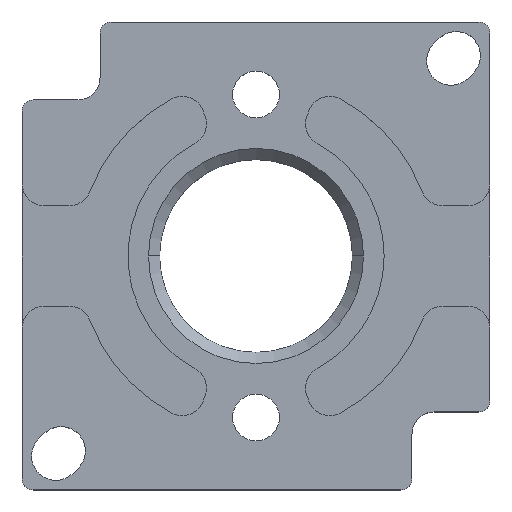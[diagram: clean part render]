
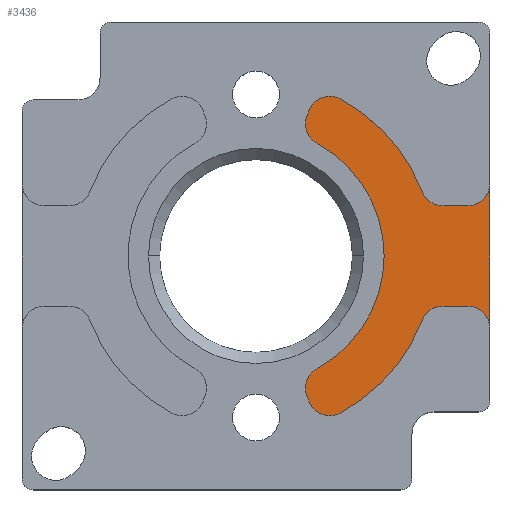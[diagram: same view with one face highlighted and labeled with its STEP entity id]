
A CAD part, top view. The second image highlights one B-rep face of the part: STEP entity #3436.
In plain terms, the highlighted planar face has unit normal (0, 0, 1).
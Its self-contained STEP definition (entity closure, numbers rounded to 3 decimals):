
#94 = LINE ( 'NONE', #229, #1043 ) ;
#202 = EDGE_CURVE ( 'NONE', #1778, #1216, #2672, .T. ) ;
#228 = VERTEX_POINT ( 'NONE', #567 ) ;
#229 = CARTESIAN_POINT ( 'NONE',  ( 21., 4.5, 0.25 ) ) ;
#290 = VERTEX_POINT ( 'NONE', #3993 ) ;
#340 = EDGE_CURVE ( 'NONE', #3967, #1587, #4433, .T. ) ;
#408 = CARTESIAN_POINT ( 'NONE',  ( 4.566, 12.546, 0.25 ) ) ;
#427 = AXIS2_PLACEMENT_3D ( 'NONE', #736, #3376, #1131 ) ;
#468 = VERTEX_POINT ( 'NONE', #4821 ) ;
#492 = EDGE_CURVE ( 'NONE', #3924, #4545, #2827, .T. ) ;
#499 = CARTESIAN_POINT ( 'NONE',  ( 7.564, 14.099, 0.25 ) ) ;
#514 = DIRECTION ( 'NONE',  ( 1., 0., 0. ) ) ;
#538 = CARTESIAN_POINT ( 'NONE',  ( 11.5, 0., 0.25 ) ) ;
#567 = CARTESIAN_POINT ( 'NONE',  ( 5.491, 10.105, 0.25 ) ) ;
#610 = CARTESIAN_POINT ( 'NONE',  ( 16.785, -6.5, 0.25 ) ) ;
#621 = EDGE_CURVE ( 'NONE', #1863, #468, #1566, .T. ) ;
#661 = EDGE_CURVE ( 'NONE', #1903, #228, #1335, .T. ) ;
#670 = EDGE_CURVE ( 'NONE', #3805, #3924, #1218, .T. ) ;
#691 = CIRCLE ( 'NONE', #1567, 2. ) ;
#710 = EDGE_CURVE ( 'NONE', #4545, #3967, #814, .T. ) ;
#713 = VERTEX_POINT ( 'NONE', #1409 ) ;
#728 = DIRECTION ( 'NONE',  ( 0., 0., -1. ) ) ;
#736 = CARTESIAN_POINT ( 'NONE',  ( 0., 0., 0.25 ) ) ;
#766 = EDGE_CURVE ( 'NONE', #1587, #1778, #691, .T. ) ;
#810 = DIRECTION ( 'NONE',  ( 1., 0., 0. ) ) ;
#814 = CIRCLE ( 'NONE', #1623, 2. ) ;
#829 = CARTESIAN_POINT ( 'NONE',  ( 16.785, -4.5, 0.25 ) ) ;
#848 = CARTESIAN_POINT ( 'NONE',  ( 0., 0., 0.25 ) ) ;
#859 = EDGE_CURVE ( 'NONE', #1216, #2881, #4721, .T. ) ;
#881 = EDGE_CURVE ( 'NONE', #290, #4667, #3945, .T. ) ;
#888 = CARTESIAN_POINT ( 'NONE',  ( 15.354, -4.5, 0.25 ) ) ;
#895 = EDGE_CURVE ( 'NONE', #713, #1320, #3710, .T. ) ;
#924 = ORIENTED_EDGE ( 'NONE', *, *, #3671, .T. ) ;
#979 = ORIENTED_EDGE ( 'NONE', *, *, #621, .T. ) ;
#998 = ORIENTED_EDGE ( 'NONE', *, *, #3561, .T. ) ;
#1041 = ORIENTED_EDGE ( 'NONE', *, *, #661, .T. ) ;
#1043 = VECTOR ( 'NONE', #3274, 1000. ) ;
#1045 = ORIENTED_EDGE ( 'NONE', *, *, #3517, .T. ) ;
#1058 = ORIENTED_EDGE ( 'NONE', *, *, #2771, .T. ) ;
#1079 = DIRECTION ( 'NONE',  ( 0., 0., 1. ) ) ;
#1084 = ORIENTED_EDGE ( 'NONE', *, *, #670, .T. ) ;
#1101 = ORIENTED_EDGE ( 'NONE', *, *, #492, .T. ) ;
#1109 = ORIENTED_EDGE ( 'NONE', *, *, #710, .T. ) ;
#1131 = DIRECTION ( 'NONE',  ( 1., 0., 0. ) ) ;
#1137 = DIRECTION ( 'NONE',  ( 1., 0., 0. ) ) ;
#1154 = ORIENTED_EDGE ( 'NONE', *, *, #340, .T. ) ;
#1165 = ORIENTED_EDGE ( 'NONE', *, *, #766, .T. ) ;
#1194 = EDGE_LOOP ( 'NONE', ( #924, #979, #998, #1041, #1045, #1058, #1084, #1101, #1109, #1154, #1165, #1202, #1211, #1220, #1267, #1283, #1288 ) ) ;
#1202 = ORIENTED_EDGE ( 'NONE', *, *, #202, .T. ) ;
#1211 = ORIENTED_EDGE ( 'NONE', *, *, #859, .T. ) ;
#1216 = VERTEX_POINT ( 'NONE', #2621 ) ;
#1218 = CIRCLE ( 'NONE', #1680, 2. ) ;
#1220 = ORIENTED_EDGE ( 'NONE', *, *, #4908, .T. ) ;
#1235 = DIRECTION ( 'NONE',  ( 1., 0., 0. ) ) ;
#1267 = ORIENTED_EDGE ( 'NONE', *, *, #881, .T. ) ;
#1283 = ORIENTED_EDGE ( 'NONE', *, *, #4971, .T. ) ;
#1287 = CARTESIAN_POINT ( 'NONE',  ( 4.739, -13.021, 0.25 ) ) ;
#1288 = ORIENTED_EDGE ( 'NONE', *, *, #895, .T. ) ;
#1304 = CARTESIAN_POINT ( 'NONE',  ( 6.619, -12.337, 0.25 ) ) ;
#1320 = VERTEX_POINT ( 'NONE', #2257 ) ;
#1335 = CIRCLE ( 'NONE', #1692, 2. ) ;
#1356 = CARTESIAN_POINT ( 'NONE',  ( 14.92, -5.778, 0.25 ) ) ;
#1358 = VECTOR ( 'NONE', #810, 1000. ) ;
#1409 = CARTESIAN_POINT ( 'NONE',  ( 16.785, 4.5, 0.25 ) ) ;
#1479 = CARTESIAN_POINT ( 'NONE',  ( 5.491, -10.105, 0.25 ) ) ;
#1487 = AXIS2_PLACEMENT_3D ( 'NONE', #4531, #4525, #4515 ) ;
#1511 = AXIS2_PLACEMENT_3D ( 'NONE', #4754, #4751, #4711 ) ;
#1534 = AXIS2_PLACEMENT_3D ( 'NONE', #4639, #4634, #4613 ) ;
#1566 = CIRCLE ( 'NONE', #1731, 2. ) ;
#1567 = AXIS2_PLACEMENT_3D ( 'NONE', #610, #728, #514 ) ;
#1587 = VERTEX_POINT ( 'NONE', #1356 ) ;
#1612 = CARTESIAN_POINT ( 'NONE',  ( 3.933, 10.806, 0.25 ) ) ;
#1623 = AXIS2_PLACEMENT_3D ( 'NONE', #1304, #1079, #1137 ) ;
#1680 = AXIS2_PLACEMENT_3D ( 'NONE', #1852, #1900, #1906 ) ;
#1692 = AXIS2_PLACEMENT_3D ( 'NONE', #2015, #2011, #1947 ) ;
#1731 = AXIS2_PLACEMENT_3D ( 'NONE', #2652, #2562, #2381 ) ;
#1743 = DIRECTION ( 'NONE',  ( 0., 0., 1. ) ) ;
#1778 = VERTEX_POINT ( 'NONE', #829 ) ;
#1852 = CARTESIAN_POINT ( 'NONE',  ( 6.446, -11.862, 0.25 ) ) ;
#1863 = VERTEX_POINT ( 'NONE', #499 ) ;
#1864 = LINE ( 'NONE', #1612, #4789 ) ;
#1900 = DIRECTION ( 'NONE',  ( 0., 0., 1. ) ) ;
#1903 = VERTEX_POINT ( 'NONE', #408 ) ;
#1906 = DIRECTION ( 'NONE',  ( 1., 0., 0. ) ) ;
#1947 = DIRECTION ( 'NONE',  ( 1., 0., 0. ) ) ;
#1948 = AXIS2_PLACEMENT_3D ( 'NONE', #2311, #2275, #2253 ) ;
#2011 = DIRECTION ( 'NONE',  ( 0., 0., 1. ) ) ;
#2015 = CARTESIAN_POINT ( 'NONE',  ( 6.446, 11.862, 0.25 ) ) ;
#2253 = DIRECTION ( 'NONE',  ( 1., 0., 0. ) ) ;
#2257 = CARTESIAN_POINT ( 'NONE',  ( 14.92, 5.778, 0.25 ) ) ;
#2271 = DIRECTION ( 'NONE',  ( 0., 0., 1. ) ) ;
#2275 = DIRECTION ( 'NONE',  ( 0., 0., 1. ) ) ;
#2307 = FACE_OUTER_BOUND ( 'NONE', #1194, .T. ) ;
#2311 = CARTESIAN_POINT ( 'NONE',  ( 0., 0., 0.25 ) ) ;
#2381 = DIRECTION ( 'NONE',  ( 1., 0., 0. ) ) ;
#2438 = CARTESIAN_POINT ( 'NONE',  ( 4.566, -12.546, 0.25 ) ) ;
#2446 = CARTESIAN_POINT ( 'NONE',  ( 21., 4.5, 0.25 ) ) ;
#2562 = DIRECTION ( 'NONE',  ( 0., 0., 1. ) ) ;
#2621 = CARTESIAN_POINT ( 'NONE',  ( 19., -4.5, 0.25 ) ) ;
#2652 = CARTESIAN_POINT ( 'NONE',  ( 6.619, 12.337, 0.25 ) ) ;
#2672 = LINE ( 'NONE', #888, #1358 ) ;
#2766 = VECTOR ( 'NONE', #4964, 1000. ) ;
#2771 = EDGE_CURVE ( 'NONE', #3077, #3805, #3526, .T. ) ;
#2827 = LINE ( 'NONE', #4738, #2766 ) ;
#2881 = VERTEX_POINT ( 'NONE', #4233 ) ;
#3077 = VERTEX_POINT ( 'NONE', #538 ) ;
#3096 = DIRECTION ( 'NONE',  ( -0.342, -0.94, 0. ) ) ;
#3274 = DIRECTION ( 'NONE',  ( -1., 0., 0. ) ) ;
#3376 = DIRECTION ( 'NONE',  ( 0., 0., -1. ) ) ;
#3436 = ADVANCED_FACE ( 'NONE', ( #2307 ), #4954, .T. ) ;
#3488 = DIRECTION ( 'NONE',  ( 0., 0., -1. ) ) ;
#3517 = EDGE_CURVE ( 'NONE', #228, #3077, #3999, .T. ) ;
#3526 = CIRCLE ( 'NONE', #427, 11.5 ) ;
#3561 = EDGE_CURVE ( 'NONE', #468, #1903, #1864, .T. ) ;
#3646 = CARTESIAN_POINT ( 'NONE',  ( 19., 4.5, 0.25 ) ) ;
#3671 = EDGE_CURVE ( 'NONE', #1320, #1863, #4330, .T. ) ;
#3710 = CIRCLE ( 'NONE', #1487, 2. ) ;
#3805 = VERTEX_POINT ( 'NONE', #1479 ) ;
#3806 = CARTESIAN_POINT ( 'NONE',  ( 0., 0., 0.25 ) ) ;
#3924 = VERTEX_POINT ( 'NONE', #2438 ) ;
#3945 = CIRCLE ( 'NONE', #1534, 2. ) ;
#3967 = VERTEX_POINT ( 'NONE', #4803 ) ;
#3993 = CARTESIAN_POINT ( 'NONE',  ( 21., 6.5, 0.25 ) ) ;
#3999 = CIRCLE ( 'NONE', #4261, 11.5 ) ;
#4016 = DIRECTION ( 'NONE',  ( 0., 1., 0. ) ) ;
#4040 = CARTESIAN_POINT ( 'NONE',  ( 0., 0., 0.25 ) ) ;
#4107 = AXIS2_PLACEMENT_3D ( 'NONE', #4040, #1743, #4421 ) ;
#4233 = CARTESIAN_POINT ( 'NONE',  ( 21., -6.5, 0.25 ) ) ;
#4261 = AXIS2_PLACEMENT_3D ( 'NONE', #848, #3488, #1235 ) ;
#4330 = CIRCLE ( 'NONE', #4107, 16. ) ;
#4347 = AXIS2_PLACEMENT_3D ( 'NONE', #3806, #2271, #4966 ) ;
#4421 = DIRECTION ( 'NONE',  ( 1., 0., 0. ) ) ;
#4430 = VECTOR ( 'NONE', #4016, 1000. ) ;
#4433 = CIRCLE ( 'NONE', #1948, 16. ) ;
#4515 = DIRECTION ( 'NONE',  ( 1., 0., 0. ) ) ;
#4525 = DIRECTION ( 'NONE',  ( 0., 0., -1. ) ) ;
#4531 = CARTESIAN_POINT ( 'NONE',  ( 16.785, 6.5, 0.25 ) ) ;
#4545 = VERTEX_POINT ( 'NONE', #1287 ) ;
#4613 = DIRECTION ( 'NONE',  ( 1., 0., 0. ) ) ;
#4634 = DIRECTION ( 'NONE',  ( 0., 0., -1. ) ) ;
#4639 = CARTESIAN_POINT ( 'NONE',  ( 19., 6.5, 0.25 ) ) ;
#4667 = VERTEX_POINT ( 'NONE', #3646 ) ;
#4670 = LINE ( 'NONE', #2446, #4430 ) ;
#4711 = DIRECTION ( 'NONE',  ( 1., 0., 0. ) ) ;
#4721 = CIRCLE ( 'NONE', #1511, 2. ) ;
#4738 = CARTESIAN_POINT ( 'NONE',  ( 5.472, -15.035, 0.25 ) ) ;
#4751 = DIRECTION ( 'NONE',  ( 0., 0., -1. ) ) ;
#4754 = CARTESIAN_POINT ( 'NONE',  ( 19., -6.5, 0.25 ) ) ;
#4789 = VECTOR ( 'NONE', #3096, 1000. ) ;
#4803 = CARTESIAN_POINT ( 'NONE',  ( 7.564, -14.099, 0.25 ) ) ;
#4821 = CARTESIAN_POINT ( 'NONE',  ( 4.739, 13.021, 0.25 ) ) ;
#4908 = EDGE_CURVE ( 'NONE', #2881, #290, #4670, .T. ) ;
#4954 = PLANE ( 'NONE',  #4347 ) ;
#4964 = DIRECTION ( 'NONE',  ( 0.342, -0.94, 0. ) ) ;
#4966 = DIRECTION ( 'NONE',  ( 1., 0., 0. ) ) ;
#4971 = EDGE_CURVE ( 'NONE', #4667, #713, #94, .T. ) ;
